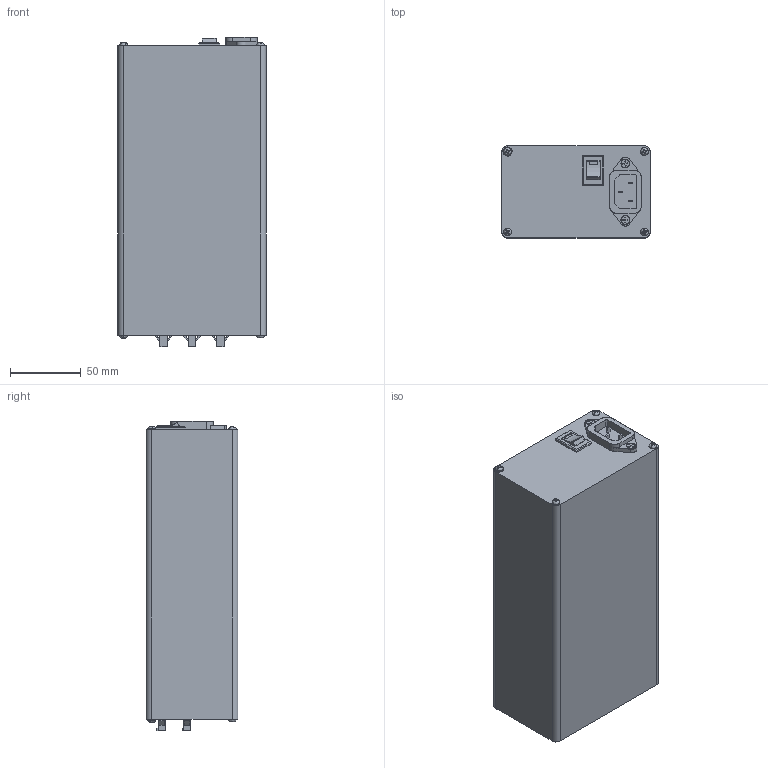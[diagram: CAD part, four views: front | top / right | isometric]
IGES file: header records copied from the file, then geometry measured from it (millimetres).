
Start section: SolidWorks IGES file using analytic representation for surfaces
Global section: file name: CBR-310C-IGS.igs; native system: SolidWorks 2011; preprocessor: SolidWorks 2011; author: tsukiji2557; date: 250306.182448; units: millimetre
Bounding box: 105 x 65 x 219.2 mm (x, y, z)
Surface area: 85250.9 mm2 (no closed solid volume)
Topology: 0 solids, 0 shells, 898 faces, 7064 edges, 7064 vertices
Faces by surface type: bspline 723, revolution 175
